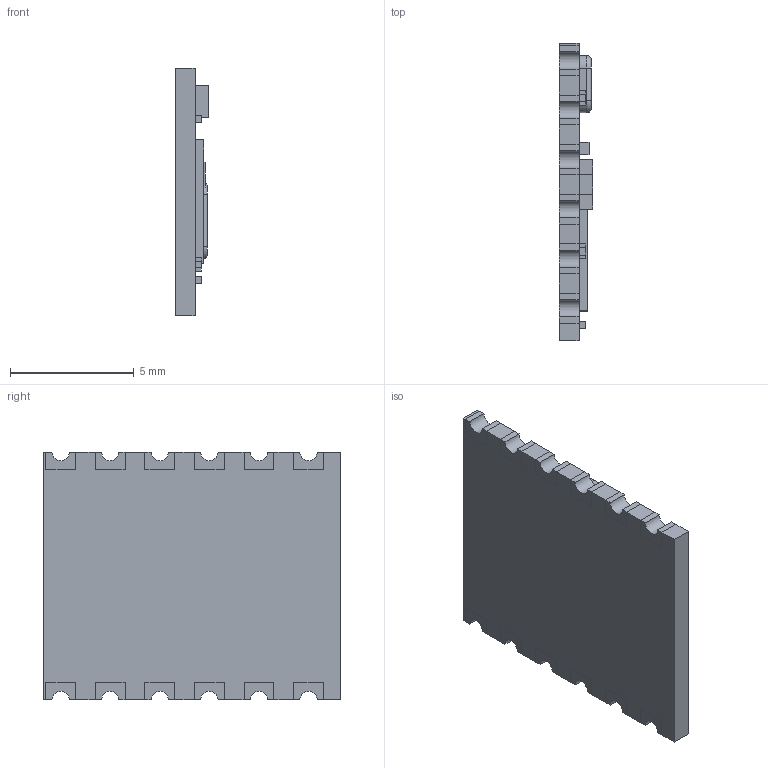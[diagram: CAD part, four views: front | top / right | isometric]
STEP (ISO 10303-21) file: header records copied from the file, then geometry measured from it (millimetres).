
FILE_DESCRIPTION(/* description */ (''),/* implementation_level */ '2;1');
FILE_NAME(/* name */ 'air602.step',/* time_stamp */ '2018-10-29T23:13:40+01:00',/* author */ (''),/* organization */ (''),/* preprocessor_version */ 'ST-DEVELOPER v17.2',/* originating_system */ 'Autodesk Translation Framework v7.6.0.251',/* authorisation */ '');
FILE_SCHEMA (('AUTOMOTIVE_DESIGN { 1 0 10303 214 3 1 1 }'));
Length unit declared in the file: millimetre
Products named in the file (1): air602
Bounding box: 1.35 x 12 x 10 mm (x, y, z)
Volume: 108.1 mm3; surface area: 352.2 mm2
Topology: 27 solids, 27 shells, 292 faces, 676 edges, 446 vertices
Faces by surface type: plane 268, cylinder 20, torus 4
Entity records: 8234 total; most frequent: CARTESIAN_POINT 1415, ORIENTED_EDGE 1352, DIRECTION 1306, EDGE_CURVE 676, LINE 632, VECTOR 632, VERTEX_POINT 446, AXIS2_PLACEMENT_3D 337
